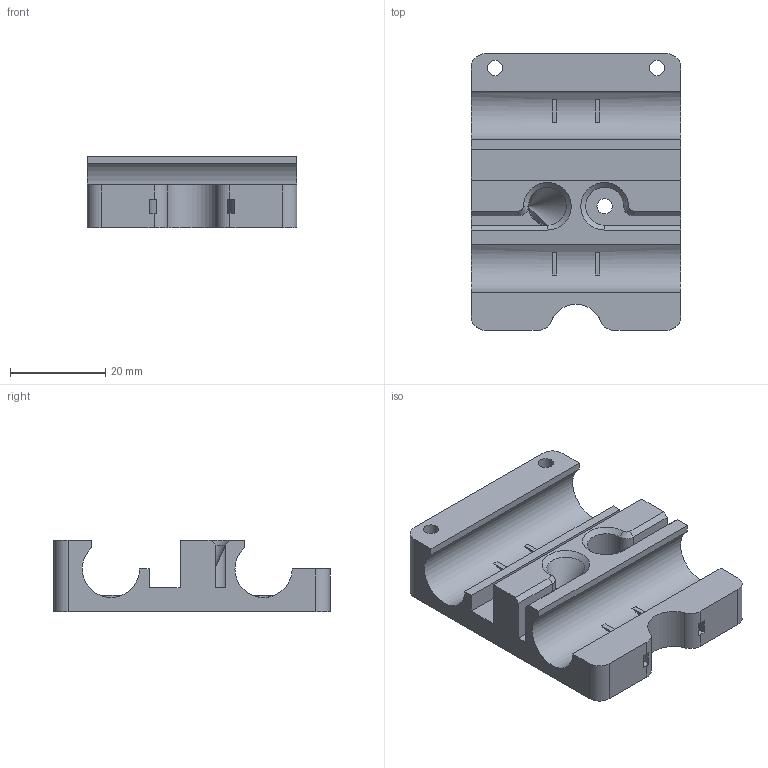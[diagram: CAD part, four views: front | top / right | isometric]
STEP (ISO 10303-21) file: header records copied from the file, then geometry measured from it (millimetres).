
FILE_DESCRIPTION(('FreeCAD Model'),'2;1');
FILE_NAME('Open CASCADE Shape Model','2022-01-18T20:27:36',('Author'),( ''),'Open CASCADE STEP processor 7.5','FreeCAD','Unknown');
FILE_SCHEMA(('AUTOMOTIVE_DESIGN { 1 0 10303 214 1 1 1 1 }'));
Length unit declared in the file: millimetre
Products named in the file (1): NEW-x-carriage
Bounding box: 44 x 58 x 15 mm (x, y, z)
Volume: 19295.6 mm3; surface area: 10360.8 mm2
Topology: 1 solids, 1 shells, 67 faces, 194 edges, 130 vertices
Faces by surface type: plane 40, cylinder 19, cone 8
Full cylindrical faces by diameter (mm): 3.2 x4, 8 x1
Entity records: 4810 total; most frequent: CARTESIAN_POINT 992, DIRECTION 704, ORIENTED_EDGE 388, PCURVE 388, DEFINITIONAL_REPRESENTATION 388, LINE 379, VECTOR 379, EDGE_CURVE 194
